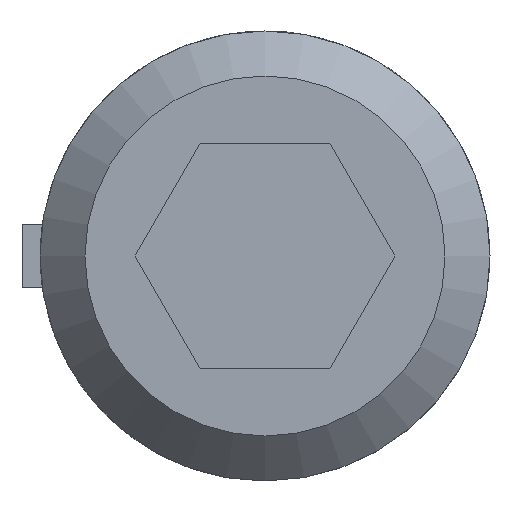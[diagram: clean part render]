
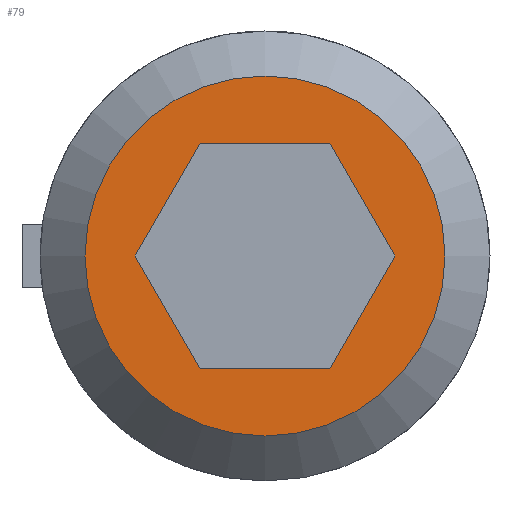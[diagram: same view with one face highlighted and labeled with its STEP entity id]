
A CAD part, left-side view. The second image highlights one B-rep face of the part: STEP entity #79.
In plain terms, the highlighted planar face has unit normal (-1, 0, 0).
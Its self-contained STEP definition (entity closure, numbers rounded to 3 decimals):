
#79 = ADVANCED_FACE( '', ( #174, #175 ), #176, .F. );
#174 = FACE_OUTER_BOUND( '', #284, .T. );
#175 = FACE_BOUND( '', #285, .T. );
#176 = PLANE( '', #286 );
#284 = EDGE_LOOP( '', ( #443 ) );
#285 = EDGE_LOOP( '', ( #444, #445, #446, #447, #448, #449 ) );
#286 = AXIS2_PLACEMENT_3D( '', #450, #451, #452 );
#443 = ORIENTED_EDGE( '', *, *, #619, .F. );
#444 = ORIENTED_EDGE( '', *, *, #653, .T. );
#445 = ORIENTED_EDGE( '', *, *, #643, .T. );
#446 = ORIENTED_EDGE( '', *, *, #654, .T. );
#447 = ORIENTED_EDGE( '', *, *, #655, .T. );
#448 = ORIENTED_EDGE( '', *, *, #656, .T. );
#449 = ORIENTED_EDGE( '', *, *, #648, .T. );
#450 = CARTESIAN_POINT( '', ( 0., 0., 0. ) );
#451 = DIRECTION( '', ( 1., 0., 0. ) );
#452 = DIRECTION( '', ( 0., 0., -1. ) );
#619 = EDGE_CURVE( '', #727, #727, #728, .T. );
#643 = EDGE_CURVE( '', #766, #767, #768, .T. );
#648 = EDGE_CURVE( '', #775, #776, #777, .T. );
#653 = EDGE_CURVE( '', #776, #766, #784, .T. );
#654 = EDGE_CURVE( '', #767, #785, #786, .T. );
#655 = EDGE_CURVE( '', #785, #787, #788, .T. );
#656 = EDGE_CURVE( '', #787, #775, #789, .T. );
#727 = VERTEX_POINT( '', #877 );
#728 = CIRCLE( '', #878, 2. );
#766 = VERTEX_POINT( '', #930 );
#767 = VERTEX_POINT( '', #931 );
#768 = LINE( '', #932, #933 );
#775 = VERTEX_POINT( '', #943 );
#776 = VERTEX_POINT( '', #944 );
#777 = LINE( '', #945, #946 );
#784 = LINE( '', #956, #957 );
#785 = VERTEX_POINT( '', #958 );
#786 = LINE( '', #959, #960 );
#787 = VERTEX_POINT( '', #961 );
#788 = LINE( '', #962, #963 );
#789 = LINE( '', #964, #965 );
#877 = CARTESIAN_POINT( '', ( 0., 0., -2. ) );
#878 = AXIS2_PLACEMENT_3D( '', #1054, #1055, #1056 );
#930 = CARTESIAN_POINT( '', ( 0., -0.722, 1.25 ) );
#931 = CARTESIAN_POINT( '', ( 0., -1.443, 0. ) );
#932 = CARTESIAN_POINT( '', ( 0., -0.722, 1.25 ) );
#933 = VECTOR( '', #1080, 1000. );
#943 = CARTESIAN_POINT( '', ( 0., 1.443, 0. ) );
#944 = CARTESIAN_POINT( '', ( 0., 0.722, 1.25 ) );
#945 = CARTESIAN_POINT( '', ( 0., 1.443, 0. ) );
#946 = VECTOR( '', #1084, 1000. );
#956 = CARTESIAN_POINT( '', ( 0., 0.722, 1.25 ) );
#957 = VECTOR( '', #1088, 1000. );
#958 = CARTESIAN_POINT( '', ( 0., -0.722, -1.25 ) );
#959 = CARTESIAN_POINT( '', ( 0., -1.443, 0. ) );
#960 = VECTOR( '', #1089, 1000. );
#961 = CARTESIAN_POINT( '', ( 0., 0.722, -1.25 ) );
#962 = CARTESIAN_POINT( '', ( 0., -0.722, -1.25 ) );
#963 = VECTOR( '', #1090, 1000. );
#964 = CARTESIAN_POINT( '', ( 0., 0.722, -1.25 ) );
#965 = VECTOR( '', #1091, 1000. );
#1054 = CARTESIAN_POINT( '', ( 0., 0., 0. ) );
#1055 = DIRECTION( '', ( 1., 0., 0. ) );
#1056 = DIRECTION( '', ( 0., 0., -1. ) );
#1080 = DIRECTION( '', ( 0., -0.5, -0.866 ) );
#1084 = DIRECTION( '', ( 0., -0.5, 0.866 ) );
#1088 = DIRECTION( '', ( 0., -1., 0. ) );
#1089 = DIRECTION( '', ( 0., 0.5, -0.866 ) );
#1090 = DIRECTION( '', ( 0., 1., 0. ) );
#1091 = DIRECTION( '', ( 0., 0.5, 0.866 ) );
